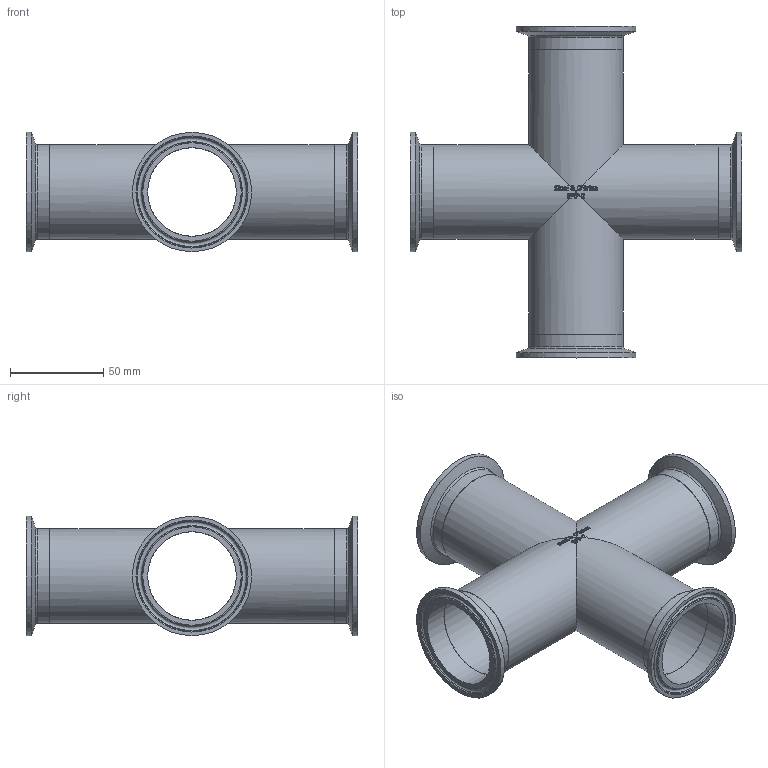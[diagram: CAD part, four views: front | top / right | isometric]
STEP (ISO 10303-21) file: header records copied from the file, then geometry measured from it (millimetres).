
FILE_DESCRIPTION(/* description */ (''),/* implementation_level */ '2;1');
FILE_NAME(/* name */ '9MP-2.stp',/* time_stamp */ '2019-06-19T11:48:47-04:00',/* author */ ('rick'),/* organization */ (''),/* preprocessor_version */ 'ST-DEVELOPER v15.2',/* originating_system */ 'Autodesk Inventor 2014',/* authorisation */ '');
FILE_SCHEMA (('AUTOMOTIVE_DESIGN { 1 0 10303 214 3 1 1 }'));
Length unit declared in the file: inch
Products named in the file (1): 9MP-2
Bounding box: 177.8 x 177.8 x 63.91 mm (x, y, z)
Volume: 91177 mm3; surface area: 101448.1 mm2
Topology: 1 solids, 1 shells, 383 faces, 1011 edges, 660 vertices
Faces by surface type: bspline 157, plane 129, cylinder 61, torus 24, cone 12
Full cylindrical faces by diameter (mm): 47.498 x8, 50.8 x8, 63.906 x4
Entity records: 14503 total; most frequent: CARTESIAN_POINT 6046, ORIENTED_EDGE 1892, DIRECTION 1308, EDGE_CURVE 946, VERTEX_POINT 652, EDGE_LOOP 476, AXIS2_PLACEMENT_3D 463, ADVANCED_FACE 383
